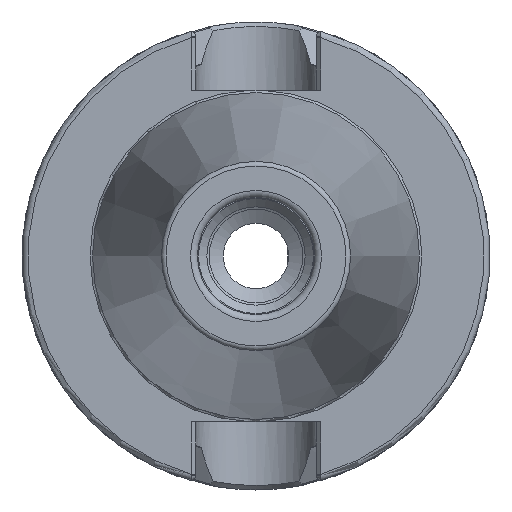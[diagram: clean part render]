
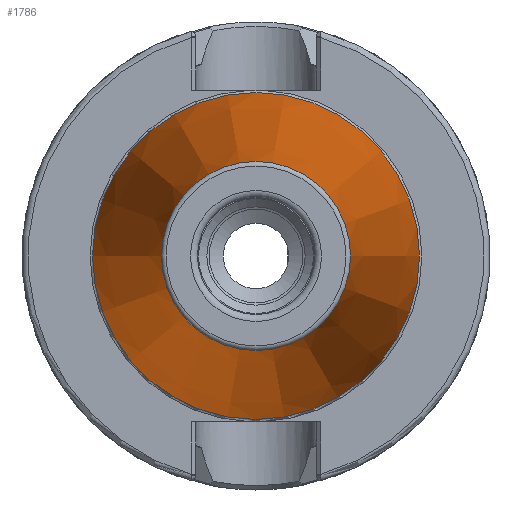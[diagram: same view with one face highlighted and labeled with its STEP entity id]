
A CAD part, left-side view. The second image highlights one B-rep face of the part: STEP entity #1786.
In plain terms, the highlighted conical face has half-angle 8.297 degrees and reference radius 27.564 mm.
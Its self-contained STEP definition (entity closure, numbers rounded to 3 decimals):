
#278=FACE_OUTER_BOUND('',#388,.T.);
#388=EDGE_LOOP('',(#1566,#1567,#1568,#1569,#1570));
#484=LINE('',#3901,#576);
#576=VECTOR('',#2444,27.564);
#673=CIRCLE('',#2018,20.204);
#674=CIRCLE('',#2019,20.204);
#676=CIRCLE('',#2022,34.925);
#833=VERTEX_POINT('',#3893);
#834=VERTEX_POINT('',#3894);
#835=VERTEX_POINT('',#3899);
#1083=EDGE_CURVE('',#833,#834,#673,.T.);
#1084=EDGE_CURVE('',#834,#833,#674,.T.);
#1086=EDGE_CURVE('',#835,#835,#676,.T.);
#1087=EDGE_CURVE('',#835,#833,#484,.T.);
#1566=ORIENTED_EDGE('',*,*,#1086,.F.);
#1567=ORIENTED_EDGE('',*,*,#1087,.T.);
#1568=ORIENTED_EDGE('',*,*,#1083,.T.);
#1569=ORIENTED_EDGE('',*,*,#1084,.T.);
#1570=ORIENTED_EDGE('',*,*,#1087,.F.);
#1699=CONICAL_SURFACE('',#2021,27.564,0.145);
#1786=ADVANCED_FACE('',(#278),#1699,.T.);
#2018=AXIS2_PLACEMENT_3D('',#3895,#2434,#2435);
#2019=AXIS2_PLACEMENT_3D('',#3896,#2436,#2437);
#2021=AXIS2_PLACEMENT_3D('',#3898,#2440,#2441);
#2022=AXIS2_PLACEMENT_3D('',#3900,#2442,#2443);
#2434=DIRECTION('center_axis',(1.,0.,0.));
#2435=DIRECTION('ref_axis',(0.,0.,-1.));
#2436=DIRECTION('center_axis',(1.,0.,0.));
#2437=DIRECTION('ref_axis',(0.,0.,-1.));
#2440=DIRECTION('center_axis',(1.,0.,0.));
#2441=DIRECTION('ref_axis',(0.,1.,0.));
#2442=DIRECTION('center_axis',(1.,0.,0.));
#2443=DIRECTION('ref_axis',(0.,0.,-1.));
#2444=DIRECTION('',(-0.99,0.144,0.));
#3893=CARTESIAN_POINT('',(-100.944,-20.204,0.));
#3894=CARTESIAN_POINT('',(-100.944,0.,20.204));
#3895=CARTESIAN_POINT('Origin',(-100.944,0.,
0.));
#3896=CARTESIAN_POINT('Origin',(-100.944,0.,
0.));
#3898=CARTESIAN_POINT('Origin',(-50.472,0.,
0.));
#3899=CARTESIAN_POINT('',(0.,-34.925,0.));
#3900=CARTESIAN_POINT('Origin',(0.,0.,
0.));
#3901=CARTESIAN_POINT('',(-50.472,-27.564,0.));
